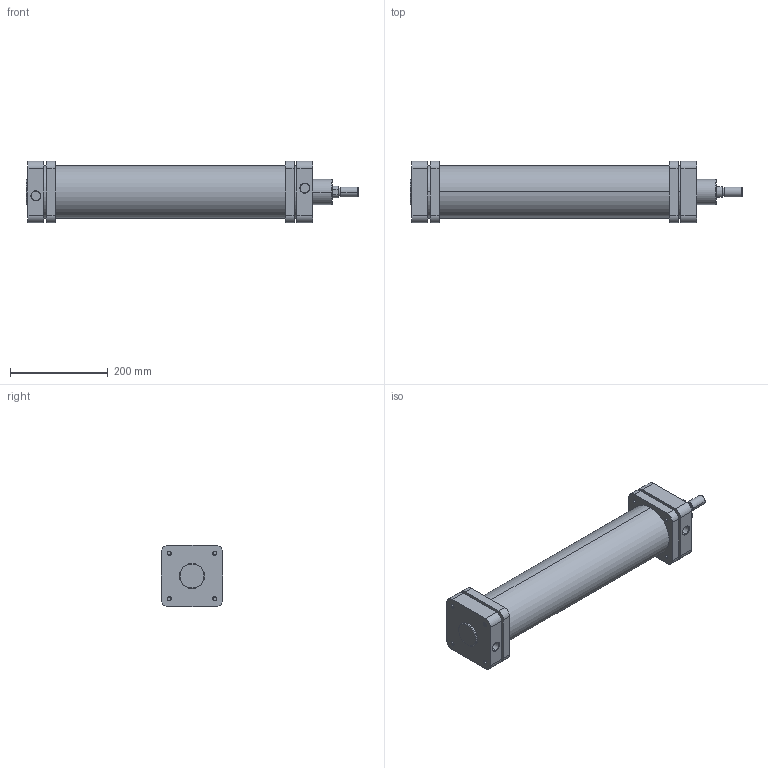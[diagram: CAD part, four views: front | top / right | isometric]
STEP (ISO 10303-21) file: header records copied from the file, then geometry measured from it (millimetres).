
FILE_DESCRIPTION (( 'STEP AP214' ), '1' );
FILE_NAME ('PNS 100-450 CYLINDER.STEP', '2010-08-31T08:00:35', ( '' ), ( '' ), 'SwSTEP 2.0', 'SolidWorks 2010', '' );
FILE_SCHEMA (( 'AUTOMOTIVE_DESIGN' ));
Length unit declared in the file: millimetre
Products named in the file (6): PNS-PAG   100 ARKA  KAPAK; pns 100 boru; PNS-PAG   100   烰   KAPAK; PNS-PAG 100 M尳; PNS 100  ÇEMBER; PNS  100-450  CYLINDER
Assembly tree (6 placements, depth 2):
  PNS  100-450  CYLINDER
    PNS-PAG   100   烰   KAPAK
    PNS-PAG 100 M尳
    PNS 100  ÇEMBER  x2
    pns 100 boru
    PNS-PAG   100 ARKA  KAPAK
Bounding box: 681 x 126 x 126 mm (x, y, z)
Volume: 2507085.9 mm3; surface area: 605443.8 mm2
Topology: 6 solids, 6 shells, 180 faces, 400 edges, 254 vertices
Faces by surface type: cylinder 88, plane 54, cone 32, torus 6
Entity records: 4960 total; most frequent: DIRECTION 858, CARTESIAN_POINT 760, ORIENTED_EDGE 680, AXIS2_PLACEMENT_3D 356, EDGE_CURVE 340, VERTEX_POINT 214, EDGE_LOOP 192, CIRCLE 190
